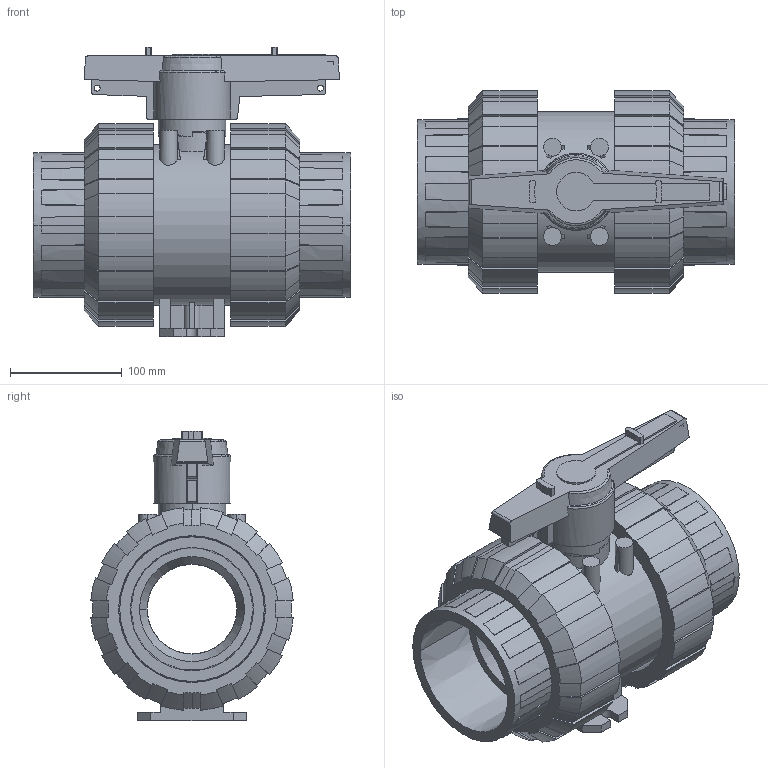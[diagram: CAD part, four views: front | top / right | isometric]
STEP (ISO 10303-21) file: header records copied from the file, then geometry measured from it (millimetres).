
FILE_DESCRIPTION(('STEP AP214'),'1');
FILE_NAME('cctmp_68163C0A-B062-41D9-9F6D-ADF316D39DE1_2021_10_20_12_38_25_0010..stp','2021-10-20T10:38:25',('Praher Valves GmbH'),('CADClick - www.CADClick.com'),'Spatial InterOp 3D',' ','unknown authorization');
FILE_SCHEMA(('AUTOMOTIVE_DESIGN'));
Length unit declared in the file: millimetre
Products named in the file (7): cc_unnamed; 124229_5; 124229_4; 124229_3; 124229_2; 124229_1; 124229
Assembly tree (6 placements, depth 2):
  cc_unnamed
    124229_5
    124229_4
    124229_3
    124229_2
    124229_1
    124229
Bounding box: 284 x 181.41 x 259.3 mm (x, y, z)
Volume: 3703488.4 mm3; surface area: 535065.3 mm2
Topology: 6 solids, 6 shells, 601 faces, 1737 edges, 1156 vertices
Faces by surface type: plane 349, cylinder 144, cone 100, torus 8
Entity records: 25572 total; most frequent: CARTESIAN_POINT 4508, DIRECTION 3501, ORIENTED_EDGE 3474, EDGE_CURVE 1737, AXIS2_PLACEMENT_3D 1348, VERTEX_POINT 1156, LINE 805, VECTOR 805
